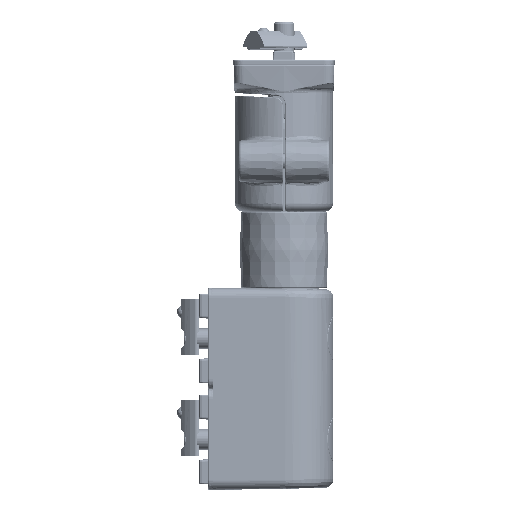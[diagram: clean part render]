
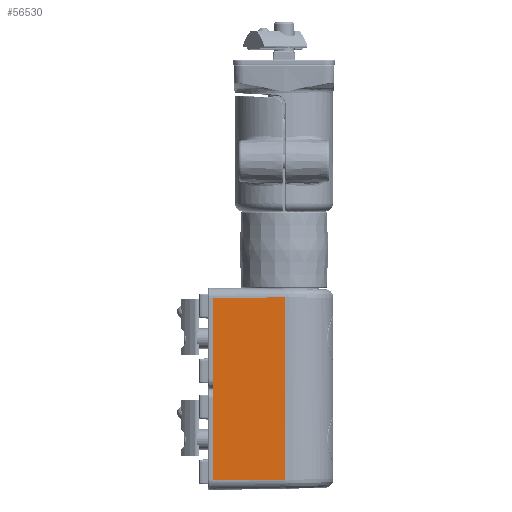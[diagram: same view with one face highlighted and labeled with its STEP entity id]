
A CAD part, top view. The second image highlights one B-rep face of the part: STEP entity #56530.
In plain terms, the highlighted planar face has unit normal (0.018, 0, 1).
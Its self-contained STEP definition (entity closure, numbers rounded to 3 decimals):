
#685=PLANE('',#62360);
#2552=LINE('',#130950,#4897);
#2739=LINE('',#134906,#5084);
#4897=VECTOR('',#73219,1000.);
#5084=VECTOR('',#73692,1000.);
#8516=B_SPLINE_CURVE_WITH_KNOTS('',3,(#135934,#135935,#135936,#135937),
 .UNSPECIFIED.,.F.,.F.,(4,4),(0.03,0.058),
 .UNSPECIFIED.);
#8517=B_SPLINE_CURVE_WITH_KNOTS('',3,(#135938,#135939,#135940,#135941),
 .UNSPECIFIED.,.F.,.F.,(4,4),(-0.057,-0.028),
 .UNSPECIFIED.);
#12146=FACE_OUTER_BOUND('',#15916,.T.);
#15916=EDGE_LOOP('',(#44248,#44249,#44250,#44251));
#24161=VERTEX_POINT('',#130947);
#24162=VERTEX_POINT('',#130949);
#24478=VERTEX_POINT('',#134904);
#24479=VERTEX_POINT('',#134905);
#31018=EDGE_CURVE('',#24162,#24161,#2552,.T.);
#31400=EDGE_CURVE('',#24478,#24479,#2739,.T.);
#31452=EDGE_CURVE('',#24161,#24479,#8516,.T.);
#31453=EDGE_CURVE('',#24478,#24162,#8517,.T.);
#44248=ORIENTED_EDGE('',*,*,#31018,.T.);
#44249=ORIENTED_EDGE('',*,*,#31452,.T.);
#44250=ORIENTED_EDGE('',*,*,#31400,.F.);
#44251=ORIENTED_EDGE('',*,*,#31453,.T.);
#56530=ADVANCED_FACE('',(#12146),#685,.F.);
#62360=AXIS2_PLACEMENT_3D('',#135933,#73743,#73744);
#73219=DIRECTION('',(0.,-1.,0.));
#73692=DIRECTION('',(0.,-1.,0.));
#73743=DIRECTION('center_axis',(-0.018,0.,-1.));
#73744=DIRECTION('ref_axis',(-1.,0.,0.018));
#130947=CARTESIAN_POINT('',(-28.,-36.001,20.));
#130949=CARTESIAN_POINT('',(-28.,36.,20.));
#130950=CARTESIAN_POINT('',(-28.,40.,20.));
#134904=CARTESIAN_POINT('',(0.346,36.253,19.497));
#134905=CARTESIAN_POINT('',(0.346,-36.006,19.497));
#134906=CARTESIAN_POINT('',(0.346,40.,19.497));
#135933=CARTESIAN_POINT('Origin',(-28.,40.,20.));
#135934=CARTESIAN_POINT('Ctrl Pts',(-28.,-36.001,20.));
#135935=CARTESIAN_POINT('Ctrl Pts',(-18.55,-36.086,
19.832));
#135936=CARTESIAN_POINT('Ctrl Pts',(-9.1,-36.171,
19.665));
#135937=CARTESIAN_POINT('Ctrl Pts',(0.346,-36.006,
19.497));
#135938=CARTESIAN_POINT('Ctrl Pts',(0.346,36.253,
19.497));
#135939=CARTESIAN_POINT('Ctrl Pts',(-9.101,36.335,19.665));
#135940=CARTESIAN_POINT('Ctrl Pts',(-18.551,36.168,19.832));
#135941=CARTESIAN_POINT('Ctrl Pts',(-28.,36.,20.));
